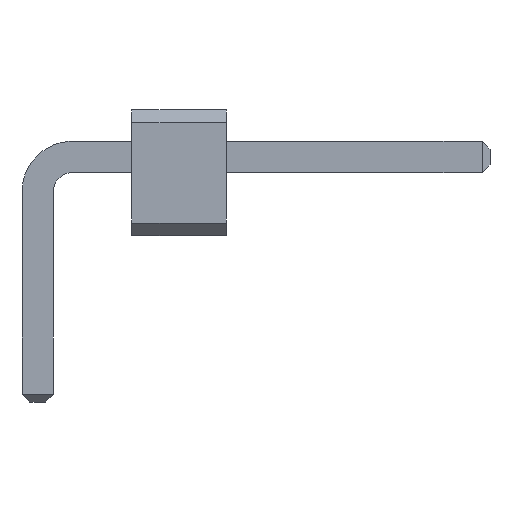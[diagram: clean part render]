
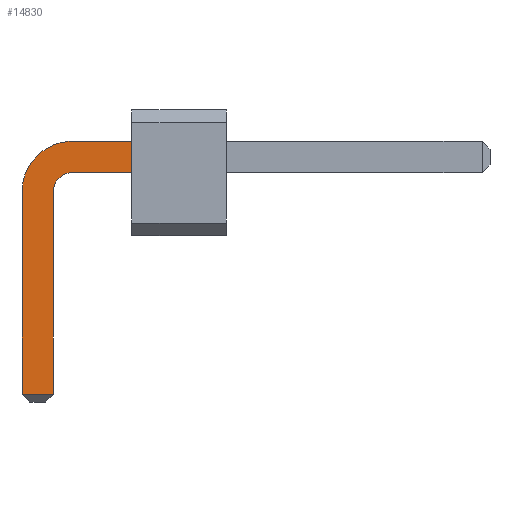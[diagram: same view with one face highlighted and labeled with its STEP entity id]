
A CAD part, front view. The second image highlights one B-rep face of the part: STEP entity #14830.
In plain terms, the highlighted planar face has unit normal (0, -1, 0).
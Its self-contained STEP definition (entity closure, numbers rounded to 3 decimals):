
#4928 = VERTEX_POINT('',#4929);
#4929 = CARTESIAN_POINT('',(1.5,-62.25,0.75));
#4944 = VERTEX_POINT('',#4945);
#4945 = CARTESIAN_POINT('',(1.5,-62.25,1.25));
#4951 = EDGE_CURVE('',#4944,#4928,#4952,.T.);
#4952 = LINE('',#4953,#4954);
#4953 = CARTESIAN_POINT('',(1.5,-62.25,0.499));
#4954 = VECTOR('',#4955,1.);
#4955 = DIRECTION('',(0.,0.,-1.));
#14812 = EDGE_CURVE('',#4928,#14813,#14815,.T.);
#14813 = VERTEX_POINT('',#14814);
#14814 = CARTESIAN_POINT('',(0.5,-62.25,0.75));
#14815 = LINE('',#14816,#14817);
#14816 = CARTESIAN_POINT('',(7.2,-62.25,0.75));
#14817 = VECTOR('',#14818,1.);
#14818 = DIRECTION('',(-1.,0.,0.));
#14830 = ADVANCED_FACE('',(#14831),#14883,.F.);
#14831 = FACE_BOUND('',#14832,.F.);
#14832 = EDGE_LOOP('',(#14833,#14834,#14835,#14844,#14852,#14860,#14868,
#14877));
#14833 = ORIENTED_EDGE('',*,*,#4951,.T.);
#14834 = ORIENTED_EDGE('',*,*,#14812,.T.);
#14835 = ORIENTED_EDGE('',*,*,#14836,.T.);
#14836 = EDGE_CURVE('',#14813,#14837,#14839,.T.);
#14837 = VERTEX_POINT('',#14838);
#14838 = CARTESIAN_POINT('',(0.25,-62.25,0.5));
#14839 = CIRCLE('',#14840,0.324);
#14840 = AXIS2_PLACEMENT_3D('',#14841,#14842,#14843);
#14841 = CARTESIAN_POINT('',(0.567,-62.25,0.433));
#14842 = DIRECTION('',(0.,-1.,0.));
#14843 = DIRECTION('',(-0.207,0.,0.978
));
#14844 = ORIENTED_EDGE('',*,*,#14845,.T.);
#14845 = EDGE_CURVE('',#14837,#14846,#14848,.T.);
#14846 = VERTEX_POINT('',#14847);
#14847 = CARTESIAN_POINT('',(0.25,-62.25,-2.775));
#14848 = LINE('',#14849,#14850);
#14849 = CARTESIAN_POINT('',(0.25,-62.25,0.5));
#14850 = VECTOR('',#14851,1.);
#14851 = DIRECTION('',(0.,0.,-1.));
#14852 = ORIENTED_EDGE('',*,*,#14853,.T.);
#14853 = EDGE_CURVE('',#14846,#14854,#14856,.T.);
#14854 = VERTEX_POINT('',#14855);
#14855 = CARTESIAN_POINT('',(-0.25,-62.25,-2.775));
#14856 = LINE('',#14857,#14858);
#14857 = CARTESIAN_POINT('',(0.25,-62.25,-2.775));
#14858 = VECTOR('',#14859,1.);
#14859 = DIRECTION('',(-1.,0.,0.));
#14860 = ORIENTED_EDGE('',*,*,#14861,.T.);
#14861 = EDGE_CURVE('',#14854,#14862,#14864,.T.);
#14862 = VERTEX_POINT('',#14863);
#14863 = CARTESIAN_POINT('',(-0.25,-62.25,0.5));
#14864 = LINE('',#14865,#14866);
#14865 = CARTESIAN_POINT('',(-0.25,-62.25,-2.9));
#14866 = VECTOR('',#14867,1.);
#14867 = DIRECTION('',(0.,0.,1.));
#14868 = ORIENTED_EDGE('',*,*,#14869,.T.);
#14869 = EDGE_CURVE('',#14862,#14870,#14872,.T.);
#14870 = VERTEX_POINT('',#14871);
#14871 = CARTESIAN_POINT('',(0.5,-62.25,1.25));
#14872 = CIRCLE('',#14873,0.808);
#14873 = AXIS2_PLACEMENT_3D('',#14874,#14875,#14876);
#14874 = CARTESIAN_POINT('',(0.556,-62.25,0.444));
#14875 = DIRECTION('',(0.,1.,0.));
#14876 = DIRECTION('',(-0.998,0.,
0.069));
#14877 = ORIENTED_EDGE('',*,*,#14878,.T.);
#14878 = EDGE_CURVE('',#14870,#4944,#14879,.T.);
#14879 = LINE('',#14880,#14881);
#14880 = CARTESIAN_POINT('',(0.5,-62.25,1.25));
#14881 = VECTOR('',#14882,1.);
#14882 = DIRECTION('',(1.,0.,0.));
#14883 = PLANE('',#14884);
#14884 = AXIS2_PLACEMENT_3D('',#14885,#14886,#14887);
#14885 = CARTESIAN_POINT('',(2.437,-62.25,0.248));
#14886 = DIRECTION('',(0.,1.,-0.));
#14887 = DIRECTION('',(0.,0.,-1.));
